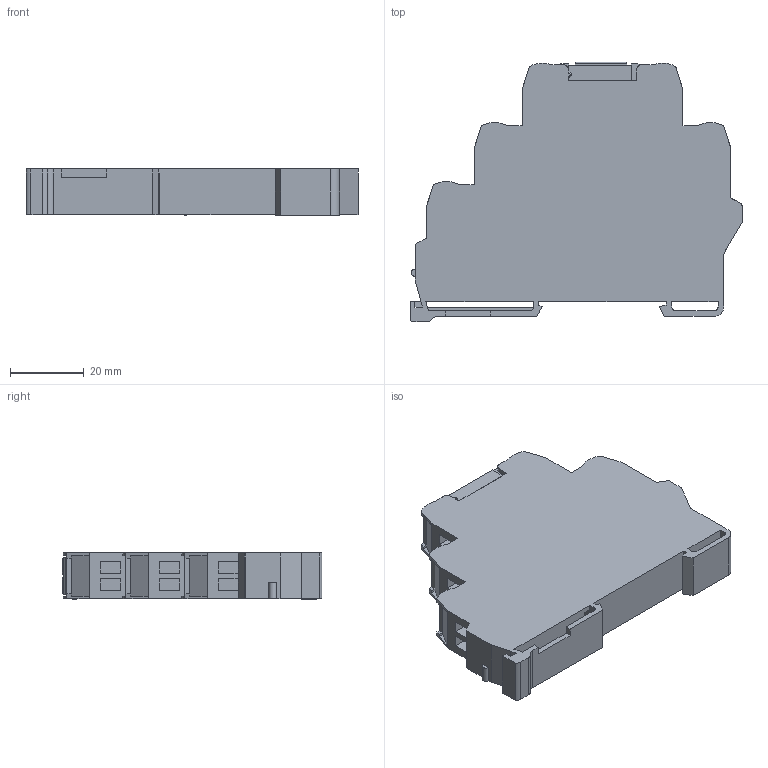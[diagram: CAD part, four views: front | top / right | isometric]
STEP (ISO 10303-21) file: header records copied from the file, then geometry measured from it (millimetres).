
FILE_DESCRIPTION (( 'STEP AP203' ), '1' );
FILE_NAME ('52140.step', '2020-08-19T18:40:20', ( '' ), ( '' ), 'SwSTEP 2.0', 'SolidWorks 2019', '' );
FILE_SCHEMA (( 'CONFIG_CONTROL_DESIGN' ));
Length unit declared in the file: inch
Products named in the file (1): 52140
Bounding box: 90 x 70.41 x 12.5 mm (x, y, z)
Volume: 53983.4 mm3; surface area: 17492.1 mm2
Topology: 1 solids, 1 shells, 419 faces, 1117 edges, 725 vertices
Faces by surface type: plane 315, cylinder 78, bspline 26
Entity records: 13371 total; most frequent: CARTESIAN_POINT 2970, ORIENTED_EDGE 2234, DIRECTION 2016, EDGE_CURVE 1117, VECTOR 844, LINE 844, VERTEX_POINT 725, AXIS2_PLACEMENT_3D 586
